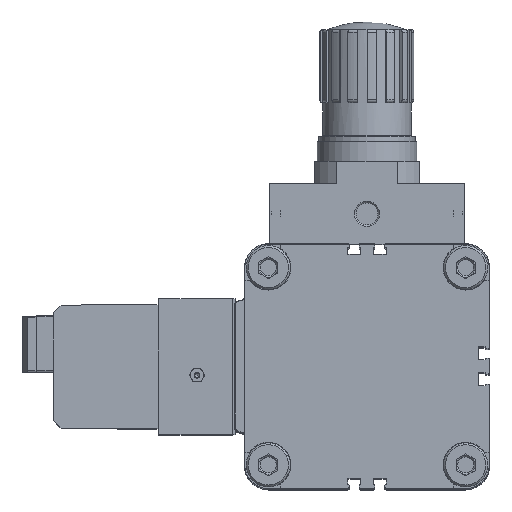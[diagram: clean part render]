
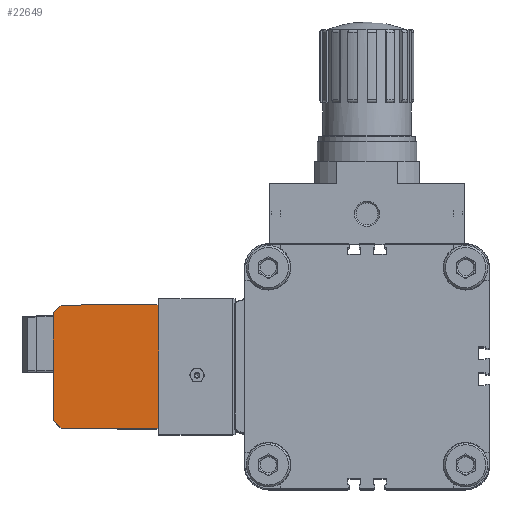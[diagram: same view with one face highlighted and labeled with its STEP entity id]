
A CAD part, top view. The second image highlights one B-rep face of the part: STEP entity #22649.
In plain terms, the highlighted face is planar.
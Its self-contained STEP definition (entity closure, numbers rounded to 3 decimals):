
#654=LINE('',#30034,#2191);
#1555=LINE('',#33341,#3092);
#1557=LINE('',#33345,#3094);
#1560=LINE('',#33351,#3097);
#1563=LINE('',#33357,#3100);
#1566=LINE('',#33363,#3103);
#1568=LINE('',#33366,#3105);
#1571=LINE('',#33372,#3108);
#1574=LINE('',#33378,#3111);
#1577=LINE('',#33384,#3114);
#2191=VECTOR('',#25071,1000.);
#3092=VECTOR('',#28232,1000.);
#3094=VECTOR('',#28236,1000.);
#3097=VECTOR('',#28241,1000.);
#3100=VECTOR('',#28246,1000.);
#3103=VECTOR('',#28251,1000.);
#3105=VECTOR('',#28255,1000.);
#3108=VECTOR('',#28260,1000.);
#3111=VECTOR('',#28265,1000.);
#3114=VECTOR('',#28270,1000.);
#6861=ORIENTED_EDGE('',*,*,#9958,.F.);
#6862=ORIENTED_EDGE('',*,*,#9980,.F.);
#6863=ORIENTED_EDGE('',*,*,#9977,.F.);
#6864=ORIENTED_EDGE('',*,*,#9974,.F.);
#6865=ORIENTED_EDGE('',*,*,#9971,.F.);
#6866=ORIENTED_EDGE('',*,*,#8420,.F.);
#6867=ORIENTED_EDGE('',*,*,#9969,.F.);
#6868=ORIENTED_EDGE('',*,*,#9966,.F.);
#6869=ORIENTED_EDGE('',*,*,#9963,.F.);
#6870=ORIENTED_EDGE('',*,*,#9960,.F.);
#8420=EDGE_CURVE('',#10696,#10697,#654,.T.);
#9958=EDGE_CURVE('',#11731,#11732,#1555,.T.);
#9960=EDGE_CURVE('',#11732,#11733,#1557,.T.);
#9963=EDGE_CURVE('',#11733,#11735,#1560,.T.);
#9966=EDGE_CURVE('',#11735,#11737,#1563,.T.);
#9969=EDGE_CURVE('',#11737,#10696,#1566,.T.);
#9971=EDGE_CURVE('',#10697,#11739,#1568,.T.);
#9974=EDGE_CURVE('',#11739,#11741,#1571,.T.);
#9977=EDGE_CURVE('',#11741,#11743,#1574,.T.);
#9980=EDGE_CURVE('',#11743,#11731,#1577,.T.);
#10696=VERTEX_POINT('',#30035);
#10697=VERTEX_POINT('',#30036);
#11731=VERTEX_POINT('',#33340);
#11732=VERTEX_POINT('',#33342);
#11733=VERTEX_POINT('',#33346);
#11735=VERTEX_POINT('',#33352);
#11737=VERTEX_POINT('',#33358);
#11739=VERTEX_POINT('',#33367);
#11741=VERTEX_POINT('',#33373);
#11743=VERTEX_POINT('',#33379);
#13444=EDGE_LOOP('',(#6861,#6862,#6863,#6864,#6865,#6866,#6867,#6868,#6869,
#6870));
#14544=FACE_BOUND('',#13444,.T.);
#15286=PLANE('',#24223);
#22649=ADVANCED_FACE('',(#14544),#15286,.F.);
#24223=AXIS2_PLACEMENT_3D('',#33387,#28274,#28275);
#25071=DIRECTION('',(0.,1.,0.));
#28232=DIRECTION('',(0.,-1.,0.));
#28236=DIRECTION('',(0.,0.,-1.));
#28241=DIRECTION('',(0.,-1.,0.));
#28246=DIRECTION('',(0.,0.009,-1.));
#28251=DIRECTION('',(0.,0.71,-0.704));
#28255=DIRECTION('',(0.,0.71,0.704));
#28260=DIRECTION('',(0.,0.009,1.));
#28265=DIRECTION('',(0.,-1.,0.));
#28270=DIRECTION('',(0.,0.,1.));
#28274=DIRECTION('',(1.,0.,0.));
#28275=DIRECTION('',(0.,0.,-1.));
#30034=CARTESIAN_POINT('',(-72.75,-28.029,-163.7));
#30035=CARTESIAN_POINT('',(-72.75,-28.029,-163.7));
#30036=CARTESIAN_POINT('',(-72.75,28.029,-163.7));
#33340=CARTESIAN_POINT('',(-72.75,32.3,-108.7));
#33341=CARTESIAN_POINT('',(-72.75,32.3,-108.7));
#33342=CARTESIAN_POINT('',(-72.75,-32.3,-108.7));
#33345=CARTESIAN_POINT('',(-72.75,-32.3,-108.7));
#33346=CARTESIAN_POINT('',(-72.75,-32.3,-109.7));
#33351=CARTESIAN_POINT('',(-72.75,-32.3,-109.7));
#33352=CARTESIAN_POINT('',(-72.75,-32.5,-109.7));
#33357=CARTESIAN_POINT('',(-72.75,-32.5,-109.7));
#33358=CARTESIAN_POINT('',(-72.75,-32.064,-159.7));
#33363=CARTESIAN_POINT('',(-72.75,-32.064,-159.7));
#33366=CARTESIAN_POINT('',(-72.75,28.029,-163.7));
#33367=CARTESIAN_POINT('',(-72.75,32.064,-159.7));
#33372=CARTESIAN_POINT('',(-72.75,32.064,-159.7));
#33373=CARTESIAN_POINT('',(-72.75,32.5,-109.7));
#33378=CARTESIAN_POINT('',(-72.75,32.5,-109.7));
#33379=CARTESIAN_POINT('',(-72.75,32.3,-109.7));
#33384=CARTESIAN_POINT('',(-72.75,32.3,-109.7));
#33387=CARTESIAN_POINT('',(-72.75,0.,0.));
